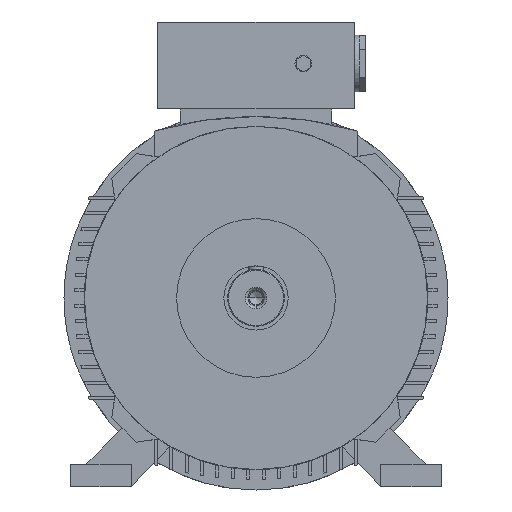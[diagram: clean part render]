
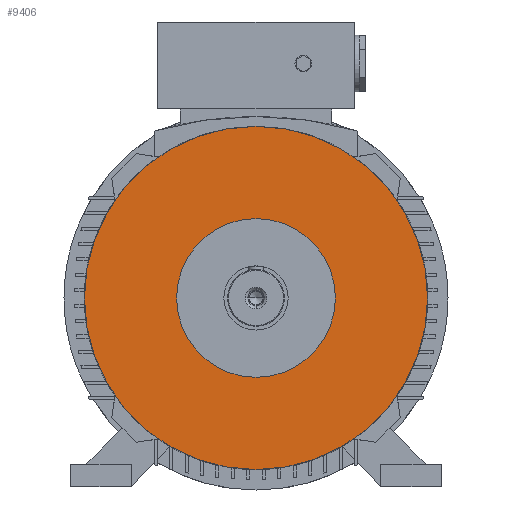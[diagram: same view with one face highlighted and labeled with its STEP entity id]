
A CAD part, front view. The second image highlights one B-rep face of the part: STEP entity #9406.
In plain terms, the highlighted planar face has unit normal (0, -1, 0).
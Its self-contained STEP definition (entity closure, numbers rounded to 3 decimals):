
#1115 = CIRCLE ( 'NONE', #10223, 105. ) ;
#2344 = DIRECTION ( 'NONE',  ( 0., 0., 1. ) ) ;
#2345 = DIRECTION ( 'NONE',  ( 0., 1., 0. ) ) ;
#2353 = CARTESIAN_POINT ( 'NONE',  ( 0., 43., 0. ) ) ;
#2896 = PLANE ( 'NONE',  #10611 ) ;
#2897 = CARTESIAN_POINT ( 'NONE',  ( 166., 43., 0. ) ) ;
#2902 = DIRECTION ( 'NONE',  ( 0., -1., 0. ) ) ;
#2903 = DIRECTION ( 'NONE',  ( 0., 0., -1. ) ) ;
#4650 = EDGE_CURVE ( 'NONE', #12003, #11684, #10005, .T. ) ;
#5019 = EDGE_CURVE ( 'NONE', #12134, #11813, #1115, .T. ) ;
#5382 = EDGE_CURVE ( 'NONE', #11813, #12134, #12823, .T. ) ;
#5430 = EDGE_CURVE ( 'NONE', #11684, #12003, #12892, .T. ) ;
#5549 = AXIS2_PLACEMENT_3D ( 'NONE', #2353, #2345, #2344 ) ;
#5655 = EDGE_LOOP ( 'NONE', ( #10876, #11207 ) ) ;
#5658 = EDGE_LOOP ( 'NONE', ( #10877, #11197 ) ) ;
#6688 = FACE_OUTER_BOUND ( 'NONE', #5658, .T. ) ;
#6692 = FACE_BOUND ( 'NONE', #5655, .T. ) ;
#7269 = CARTESIAN_POINT ( 'NONE',  ( 0., 43., 227. ) ) ;
#7402 = CARTESIAN_POINT ( 'NONE',  ( 0., 43., 105. ) ) ;
#7549 = CARTESIAN_POINT ( 'NONE',  ( 0., 43., -227. ) ) ;
#7644 = CARTESIAN_POINT ( 'NONE',  ( 0., 43., -105. ) ) ;
#7890 = DIRECTION ( 'NONE',  ( 0., 0., 1. ) ) ;
#7894 = DIRECTION ( 'NONE',  ( 0., 1., 0. ) ) ;
#7898 = CARTESIAN_POINT ( 'NONE',  ( 0., 43., 0. ) ) ;
#8578 = DIRECTION ( 'NONE',  ( 0., 0., 1. ) ) ;
#8579 = DIRECTION ( 'NONE',  ( 0., 1., 0. ) ) ;
#8587 = CARTESIAN_POINT ( 'NONE',  ( 0., 43., 0. ) ) ;
#8726 = DIRECTION ( 'NONE',  ( 0., 0., 1. ) ) ;
#8727 = DIRECTION ( 'NONE',  ( 0., 1., 0. ) ) ;
#8735 = CARTESIAN_POINT ( 'NONE',  ( 0., 43., 0. ) ) ;
#9406 = ADVANCED_FACE ( 'NONE', ( #6688, #6692 ), #2896, .T. ) ;
#10005 = CIRCLE ( 'NONE', #5549, 227. ) ;
#10223 = AXIS2_PLACEMENT_3D ( 'NONE', #7898, #7894, #7890 ) ;
#10299 = AXIS2_PLACEMENT_3D ( 'NONE', #8735, #8727, #8726 ) ;
#10325 = AXIS2_PLACEMENT_3D ( 'NONE', #8587, #8579, #8578 ) ;
#10611 = AXIS2_PLACEMENT_3D ( 'NONE', #2897, #2902, #2903 ) ;
#10876 = ORIENTED_EDGE ( 'NONE', *, *, #5382, .T. ) ;
#10877 = ORIENTED_EDGE ( 'NONE', *, *, #5430, .F. ) ;
#11197 = ORIENTED_EDGE ( 'NONE', *, *, #4650, .F. ) ;
#11207 = ORIENTED_EDGE ( 'NONE', *, *, #5019, .T. ) ;
#11684 = VERTEX_POINT ( 'NONE', #7269 ) ;
#11813 = VERTEX_POINT ( 'NONE', #7402 ) ;
#12003 = VERTEX_POINT ( 'NONE', #7549 ) ;
#12134 = VERTEX_POINT ( 'NONE', #7644 ) ;
#12823 = CIRCLE ( 'NONE', #10299, 105. ) ;
#12892 = CIRCLE ( 'NONE', #10325, 227. ) ;
